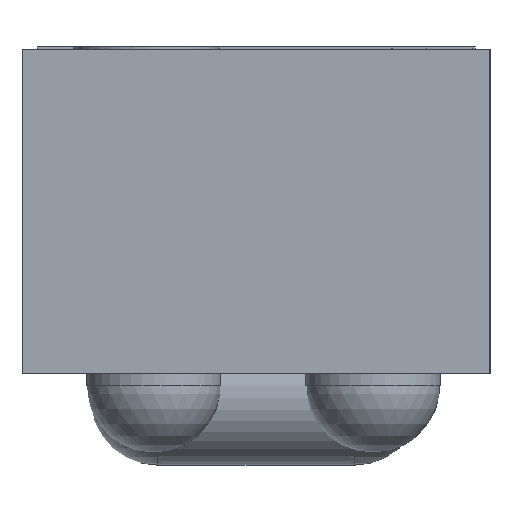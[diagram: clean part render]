
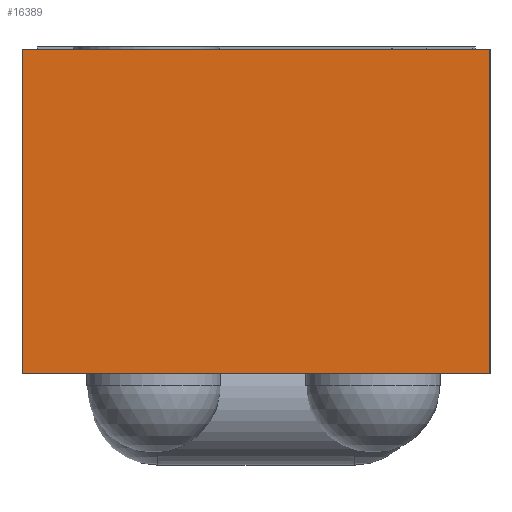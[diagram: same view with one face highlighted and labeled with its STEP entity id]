
A CAD part, left-side view. The second image highlights one B-rep face of the part: STEP entity #16389.
In plain terms, the highlighted planar face has unit normal (-1, 0, 0).
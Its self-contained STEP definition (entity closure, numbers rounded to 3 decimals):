
#16291 = EDGE_CURVE('',#16292,#16294,#16296,.T.);
#16292 = VERTEX_POINT('',#16293);
#16293 = CARTESIAN_POINT('',(-1.375,0.48,0.));
#16294 = VERTEX_POINT('',#16295);
#16295 = CARTESIAN_POINT('',(-1.375,0.48,0.665));
#16296 = LINE('',#16297,#16298);
#16297 = CARTESIAN_POINT('',(-1.375,0.48,0.));
#16298 = VECTOR('',#16299,1.);
#16299 = DIRECTION('',(0.,0.,1.));
#16364 = VERTEX_POINT('',#16365);
#16365 = CARTESIAN_POINT('',(-1.375,-0.48,0.665));
#16371 = EDGE_CURVE('',#16372,#16364,#16374,.T.);
#16372 = VERTEX_POINT('',#16373);
#16373 = CARTESIAN_POINT('',(-1.375,-0.48,0.));
#16374 = LINE('',#16375,#16376);
#16375 = CARTESIAN_POINT('',(-1.375,-0.48,0.));
#16376 = VECTOR('',#16377,1.);
#16377 = DIRECTION('',(0.,0.,1.));
#16389 = ADVANCED_FACE('',(#16390),#16406,.T.);
#16390 = FACE_BOUND('',#16391,.T.);
#16391 = EDGE_LOOP('',(#16392,#16393,#16399,#16400));
#16392 = ORIENTED_EDGE('',*,*,#16371,.T.);
#16393 = ORIENTED_EDGE('',*,*,#16394,.T.);
#16394 = EDGE_CURVE('',#16364,#16294,#16395,.T.);
#16395 = LINE('',#16396,#16397);
#16396 = CARTESIAN_POINT('',(-1.375,-0.48,0.665));
#16397 = VECTOR('',#16398,1.);
#16398 = DIRECTION('',(0.,1.,0.));
#16399 = ORIENTED_EDGE('',*,*,#16291,.F.);
#16400 = ORIENTED_EDGE('',*,*,#16401,.F.);
#16401 = EDGE_CURVE('',#16372,#16292,#16402,.T.);
#16402 = LINE('',#16403,#16404);
#16403 = CARTESIAN_POINT('',(-1.375,-0.48,0.));
#16404 = VECTOR('',#16405,1.);
#16405 = DIRECTION('',(0.,1.,0.));
#16406 = PLANE('',#16407);
#16407 = AXIS2_PLACEMENT_3D('',#16408,#16409,#16410);
#16408 = CARTESIAN_POINT('',(-1.375,-0.48,0.));
#16409 = DIRECTION('',(-1.,0.,0.));
#16410 = DIRECTION('',(0.,1.,0.));
